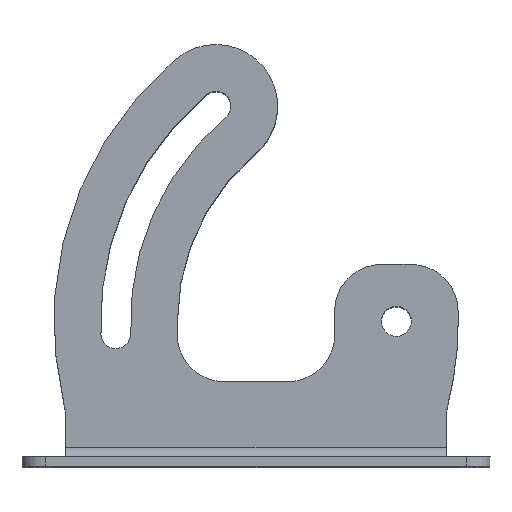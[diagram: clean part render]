
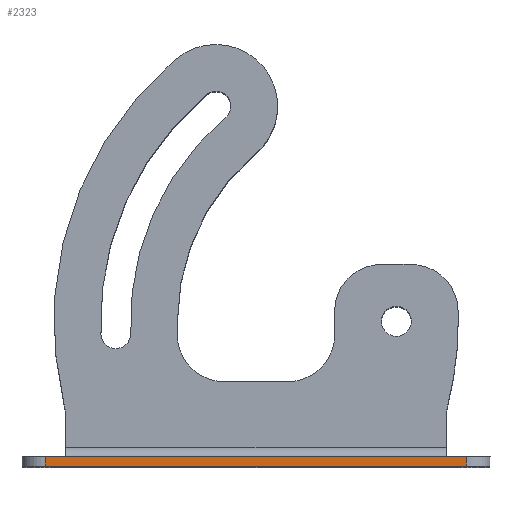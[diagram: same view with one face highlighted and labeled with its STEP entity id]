
A CAD part, top view. The second image highlights one B-rep face of the part: STEP entity #2323.
In plain terms, the highlighted planar face has unit normal (0, 0, 1).
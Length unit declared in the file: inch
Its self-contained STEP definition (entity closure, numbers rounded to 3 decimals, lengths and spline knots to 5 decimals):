
#80 = ORIENTED_EDGE ( 'NONE', *, *, #1815, .F. ) ;
#120 = VECTOR ( 'NONE', #2500, 39.37008 ) ;
#232 = VECTOR ( 'NONE', #1507, 39.37008 ) ;
#267 = VERTEX_POINT ( 'NONE', #3703 ) ;
#327 = CARTESIAN_POINT ( 'NONE',  ( -1.9685, -0.3937, 1.5748 ) ) ;
#473 = ORIENTED_EDGE ( 'NONE', *, *, #889, .T. ) ;
#684 = VERTEX_POINT ( 'NONE', #3255 ) ;
#704 = DIRECTION ( 'NONE',  ( 1., 0., 0. ) ) ;
#732 = VECTOR ( 'NONE', #3383, 39.37008 ) ;
#851 = VERTEX_POINT ( 'NONE', #1020 ) ;
#889 = EDGE_CURVE ( 'NONE', #851, #2556, #3072, .T. ) ;
#924 = DIRECTION ( 'NONE',  ( 0., 0., 1. ) ) ;
#1020 = CARTESIAN_POINT ( 'NONE',  ( -1.77165, -0.47244, 1.5748 ) ) ;
#1328 = LINE ( 'NONE', #1867, #120 ) ;
#1413 = ORIENTED_EDGE ( 'NONE', *, *, #3240, .T. ) ;
#1424 = EDGE_CURVE ( 'NONE', #267, #684, #1633, .T. ) ;
#1507 = DIRECTION ( 'NONE',  ( 0., -1., 0. ) ) ;
#1633 = LINE ( 'NONE', #3702, #732 ) ;
#1809 = CARTESIAN_POINT ( 'NONE',  ( 1.77165, -0.3937, 1.5748 ) ) ;
#1815 = EDGE_CURVE ( 'NONE', #684, #2556, #3254, .T. ) ;
#1867 = CARTESIAN_POINT ( 'NONE',  ( -1.77165, -0.3937, 1.5748 ) ) ;
#2063 = FACE_OUTER_BOUND ( 'NONE', #3008, .T. ) ;
#2323 = ADVANCED_FACE ( 'NONE', ( #2063 ), #2972, .T. ) ;
#2500 = DIRECTION ( 'NONE',  ( 0., -1., 0. ) ) ;
#2556 = VERTEX_POINT ( 'NONE', #2559 ) ;
#2559 = CARTESIAN_POINT ( 'NONE',  ( 1.77165, -0.47244, 1.5748 ) ) ;
#2676 = DIRECTION ( 'NONE',  ( 1., 0., 0. ) ) ;
#2972 = PLANE ( 'NONE',  #3289 ) ;
#3008 = EDGE_LOOP ( 'NONE', ( #80, #3116, #1413, #473 ) ) ;
#3072 = LINE ( 'NONE', #3356, #3109 ) ;
#3109 = VECTOR ( 'NONE', #704, 39.37008 ) ;
#3116 = ORIENTED_EDGE ( 'NONE', *, *, #1424, .F. ) ;
#3240 = EDGE_CURVE ( 'NONE', #267, #851, #1328, .T. ) ;
#3254 = LINE ( 'NONE', #1809, #232 ) ;
#3255 = CARTESIAN_POINT ( 'NONE',  ( 1.77165, -0.3937, 1.5748 ) ) ;
#3289 = AXIS2_PLACEMENT_3D ( 'NONE', #327, #924, #2676 ) ;
#3356 = CARTESIAN_POINT ( 'NONE',  ( -1.9685, -0.47244, 1.5748 ) ) ;
#3383 = DIRECTION ( 'NONE',  ( 1., 0., 0. ) ) ;
#3702 = CARTESIAN_POINT ( 'NONE',  ( 0., -0.3937, 1.5748 ) ) ;
#3703 = CARTESIAN_POINT ( 'NONE',  ( -1.77165, -0.3937, 1.5748 ) ) ;
